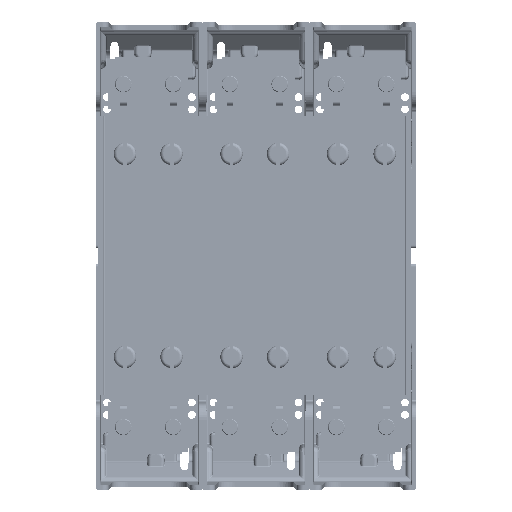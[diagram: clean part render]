
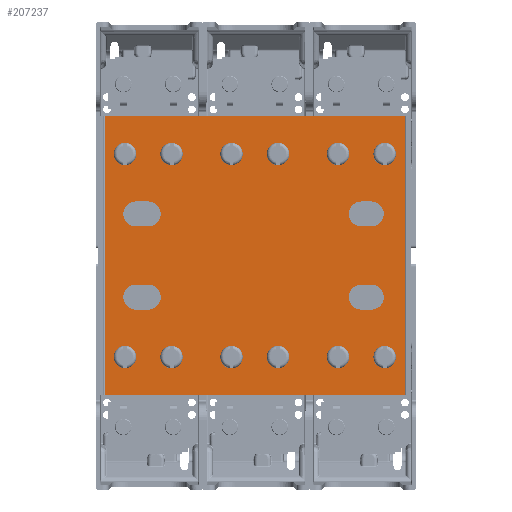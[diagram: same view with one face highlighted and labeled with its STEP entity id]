
A CAD part, front view. The second image highlights one B-rep face of the part: STEP entity #207237.
In plain terms, the highlighted planar face has unit normal (0, -1, 0).
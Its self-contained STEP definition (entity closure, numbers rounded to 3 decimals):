
#205616=DIRECTION('',(-1.,0.,0.));
#205617=VECTOR('',#205616,90.011);
#205618=CARTESIAN_POINT('',(13.,0.,
-42.));
#205619=LINE('',#205618,#205617);
#205704=DIRECTION('',(-1.,0.,0.));
#205705=VECTOR('',#205704,90.011);
#205706=CARTESIAN_POINT('',(13.,0.,
42.));
#205707=LINE('',#205706,#205705);
#205776=DIRECTION('',(0.,0.,-1.));
#205777=VECTOR('',#205776,84.);
#205778=CARTESIAN_POINT('',(13.,0.,
42.));
#205779=LINE('',#205778,#205777);
#205783=DIRECTION('',(0.,0.,-1.));
#205784=VECTOR('',#205783,84.);
#205785=CARTESIAN_POINT('',(-77.011,0.,
42.));
#205786=LINE('',#205785,#205784);
#205790=CARTESIAN_POINT('',(-0.006,0.,
12.5));
#205791=DIRECTION('',(0.,1.,0.));
#205792=DIRECTION('',(0.,0.,-1.));
#205793=AXIS2_PLACEMENT_3D('',#205790,#205791,#205792);
#205798=DIRECTION('',(-1.,0.,0.));
#205799=VECTOR('',#205798,3.);
#205800=CARTESIAN_POINT('',(2.994,0.,
8.75));
#205801=LINE('',#205800,#205799);
#205805=CARTESIAN_POINT('',(2.994,0.,
12.5));
#205806=DIRECTION('',(0.,1.,0.));
#205807=DIRECTION('',(0.,0.,1.));
#205808=AXIS2_PLACEMENT_3D('',#205805,#205806,#205807);
#205813=DIRECTION('',(1.,0.,0.));
#205814=VECTOR('',#205813,3.);
#205815=CARTESIAN_POINT('',(-0.006,0.,
16.25));
#205816=LINE('',#205815,#205814);
#205820=CARTESIAN_POINT('',(-0.006,0.,
-12.5));
#205821=DIRECTION('',(0.,1.,0.));
#205822=DIRECTION('',(0.,0.,-1.));
#205823=AXIS2_PLACEMENT_3D('',#205820,#205821,#205822);
#205828=DIRECTION('',(-1.,0.,0.));
#205829=VECTOR('',#205828,3.);
#205830=CARTESIAN_POINT('',(2.994,0.,
-16.25));
#205831=LINE('',#205830,#205829);
#205835=CARTESIAN_POINT('',(2.994,0.,
-12.5));
#205836=DIRECTION('',(0.,1.,0.));
#205837=DIRECTION('',(0.,0.,1.));
#205838=AXIS2_PLACEMENT_3D('',#205835,#205836,#205837);
#205843=DIRECTION('',(1.,0.,0.));
#205844=VECTOR('',#205843,3.);
#205845=CARTESIAN_POINT('',(-0.006,0.,
-8.75));
#205846=LINE('',#205845,#205844);
#205850=CARTESIAN_POINT('',(-67.761,0.,
12.5));
#205851=DIRECTION('',(0.,1.,0.));
#205852=DIRECTION('',(0.,0.,-1.));
#205853=AXIS2_PLACEMENT_3D('',#205850,#205851,#205852);
#205858=DIRECTION('',(-1.,0.,0.));
#205859=VECTOR('',#205858,3.756);
#205860=CARTESIAN_POINT('',(-64.006,0.,
8.75));
#205861=LINE('',#205860,#205859);
#205865=CARTESIAN_POINT('',(-64.006,0.,
12.5));
#205866=DIRECTION('',(0.,1.,0.));
#205867=DIRECTION('',(-0.006,0.,1.));
#205868=AXIS2_PLACEMENT_3D('',#205865,#205866,#205867);
#205873=DIRECTION('',(1.,0.,0.));
#205874=VECTOR('',#205873,3.734);
#205875=CARTESIAN_POINT('',(-67.761,0.,
16.25));
#205876=LINE('',#205875,#205874);
#205880=DIRECTION('',(1.,0.,0.));
#205881=VECTOR('',#205880,3.756);
#205882=CARTESIAN_POINT('',(-67.761,0.,
-8.75));
#205883=LINE('',#205882,#205881);
#205887=CARTESIAN_POINT('',(-67.761,0.,
-12.5));
#205888=DIRECTION('',(0.,-1.,0.));
#205889=DIRECTION('',(0.,0.,1.));
#205890=AXIS2_PLACEMENT_3D('',#205887,#205888,#205889);
#205895=DIRECTION('',(-1.,0.,0.));
#205896=VECTOR('',#205895,3.756);
#205897=CARTESIAN_POINT('',(-64.006,0.,
-16.25));
#205898=LINE('',#205897,#205896);
#205902=CARTESIAN_POINT('',(-64.006,0.,
-12.5));
#205903=DIRECTION('',(0.,-1.,0.));
#205904=DIRECTION('',(0.,0.,-1.));
#205905=AXIS2_PLACEMENT_3D('',#205902,#205903,#205904);
#206870=CARTESIAN_POINT('',(13.,0.,
42.));
#206871=CARTESIAN_POINT('',(13.,0.,
-42.));
#206872=VERTEX_POINT('',#206870);
#206873=VERTEX_POINT('',#206871);
#206882=CARTESIAN_POINT('',(-77.011,0.,
42.));
#206883=CARTESIAN_POINT('',(-77.011,0.,
-42.));
#206884=VERTEX_POINT('',#206882);
#206885=VERTEX_POINT('',#206883);
#206910=CARTESIAN_POINT('',(-0.006,0.,
8.75));
#206911=CARTESIAN_POINT('',(-0.006,0.,
16.25));
#206912=VERTEX_POINT('',#206910);
#206913=VERTEX_POINT('',#206911);
#206914=CARTESIAN_POINT('',(2.994,0.,
16.25));
#206915=VERTEX_POINT('',#206914);
#206916=CARTESIAN_POINT('',(2.994,0.,
8.75));
#206917=VERTEX_POINT('',#206916);
#206918=CARTESIAN_POINT('',(-0.006,0.,
-16.25));
#206919=CARTESIAN_POINT('',(-0.006,0.,
-8.75));
#206920=VERTEX_POINT('',#206918);
#206921=VERTEX_POINT('',#206919);
#206922=CARTESIAN_POINT('',(2.994,0.,
-8.75));
#206923=VERTEX_POINT('',#206922);
#206924=CARTESIAN_POINT('',(2.994,0.,
-16.25));
#206925=VERTEX_POINT('',#206924);
#206926=CARTESIAN_POINT('',(-67.761,0.,
8.75));
#206927=CARTESIAN_POINT('',(-67.761,0.,
16.25));
#206928=VERTEX_POINT('',#206926);
#206929=VERTEX_POINT('',#206927);
#206930=CARTESIAN_POINT('',(-64.027,0.,
16.25));
#206931=VERTEX_POINT('',#206930);
#206932=CARTESIAN_POINT('',(-64.006,0.,
8.75));
#206933=VERTEX_POINT('',#206932);
#206935=CARTESIAN_POINT('',(-67.761,0.,
-16.25));
#206937=VERTEX_POINT('',#206935);
#206939=CARTESIAN_POINT('',(-67.761,0.,
-8.75));
#206941=VERTEX_POINT('',#206939);
#206943=CARTESIAN_POINT('',(-64.006,0.,
-8.75));
#206945=VERTEX_POINT('',#206943);
#206947=CARTESIAN_POINT('',(-64.006,0.,
-16.25));
#206949=VERTEX_POINT('',#206947);
#207185=CARTESIAN_POINT('',(13.5,0.,
-42.));
#207186=DIRECTION('',(0.,-1.,0.));
#207187=DIRECTION('',(-1.,0.,0.));
#207188=AXIS2_PLACEMENT_3D('',#207185,#207186,#207187);
#207189=PLANE('',#207188);
#207191=ORIENTED_EDGE('',*,*,#207190,.T.);
#207192=ORIENTED_EDGE('',*,*,#207075,.T.);
#207193=ORIENTED_EDGE('',*,*,#207135,.F.);
#207194=ORIENTED_EDGE('',*,*,#207153,.F.);
#207195=EDGE_LOOP('',(#207191,#207192,#207193,#207194));
#207196=FACE_OUTER_BOUND('',#207195,.F.);
#207198=ORIENTED_EDGE('',*,*,#207197,.F.);
#207200=ORIENTED_EDGE('',*,*,#207199,.F.);
#207202=ORIENTED_EDGE('',*,*,#207201,.F.);
#207204=ORIENTED_EDGE('',*,*,#207203,.F.);
#207205=EDGE_LOOP('',(#207198,#207200,#207202,#207204));
#207206=FACE_BOUND('',#207205,.F.);
#207208=ORIENTED_EDGE('',*,*,#207207,.F.);
#207210=ORIENTED_EDGE('',*,*,#207209,.F.);
#207212=ORIENTED_EDGE('',*,*,#207211,.F.);
#207214=ORIENTED_EDGE('',*,*,#207213,.F.);
#207215=EDGE_LOOP('',(#207208,#207210,#207212,#207214));
#207216=FACE_BOUND('',#207215,.F.);
#207218=ORIENTED_EDGE('',*,*,#207217,.F.);
#207220=ORIENTED_EDGE('',*,*,#207219,.F.);
#207222=ORIENTED_EDGE('',*,*,#207221,.F.);
#207224=ORIENTED_EDGE('',*,*,#207223,.F.);
#207225=EDGE_LOOP('',(#207218,#207220,#207222,#207224));
#207226=FACE_BOUND('',#207225,.F.);
#207228=ORIENTED_EDGE('',*,*,#207227,.F.);
#207230=ORIENTED_EDGE('',*,*,#207229,.T.);
#207232=ORIENTED_EDGE('',*,*,#207231,.F.);
#207234=ORIENTED_EDGE('',*,*,#207233,.T.);
#207235=EDGE_LOOP('',(#207228,#207230,#207232,#207234));
#207236=FACE_BOUND('',#207235,.F.);
#205794=CIRCLE('',#205793,3.75);
#205809=CIRCLE('',#205808,3.75);
#205824=CIRCLE('',#205823,3.75);
#205839=CIRCLE('',#205838,3.75);
#205854=CIRCLE('',#205853,3.75);
#205869=CIRCLE('',#205868,3.75);
#205891=CIRCLE('',#205890,3.75);
#205906=CIRCLE('',#205905,3.75);
#207075=EDGE_CURVE('',#206873,#206885,#205619,.T.);
#207135=EDGE_CURVE('',#206884,#206885,#205786,.T.);
#207153=EDGE_CURVE('',#206872,#206884,#205707,.T.);
#207190=EDGE_CURVE('',#206872,#206873,#205779,.T.);
#207197=EDGE_CURVE('',#206912,#206913,#205794,.T.);
#207199=EDGE_CURVE('',#206917,#206912,#205801,.T.);
#207201=EDGE_CURVE('',#206915,#206917,#205809,.T.);
#207203=EDGE_CURVE('',#206913,#206915,#205816,.T.);
#207207=EDGE_CURVE('',#206920,#206921,#205824,.T.);
#207209=EDGE_CURVE('',#206925,#206920,#205831,.T.);
#207211=EDGE_CURVE('',#206923,#206925,#205839,.T.);
#207213=EDGE_CURVE('',#206921,#206923,#205846,.T.);
#207217=EDGE_CURVE('',#206928,#206929,#205854,.T.);
#207219=EDGE_CURVE('',#206933,#206928,#205861,.T.);
#207221=EDGE_CURVE('',#206931,#206933,#205869,.T.);
#207223=EDGE_CURVE('',#206929,#206931,#205876,.T.);
#207227=EDGE_CURVE('',#206941,#206945,#205883,.T.);
#207229=EDGE_CURVE('',#206941,#206937,#205891,.T.);
#207231=EDGE_CURVE('',#206949,#206937,#205898,.T.);
#207233=EDGE_CURVE('',#206949,#206945,#205906,.T.);
#207237=ADVANCED_FACE('',(#207196,#207206,#207216,#207226,#207236),#207189,.T.);
